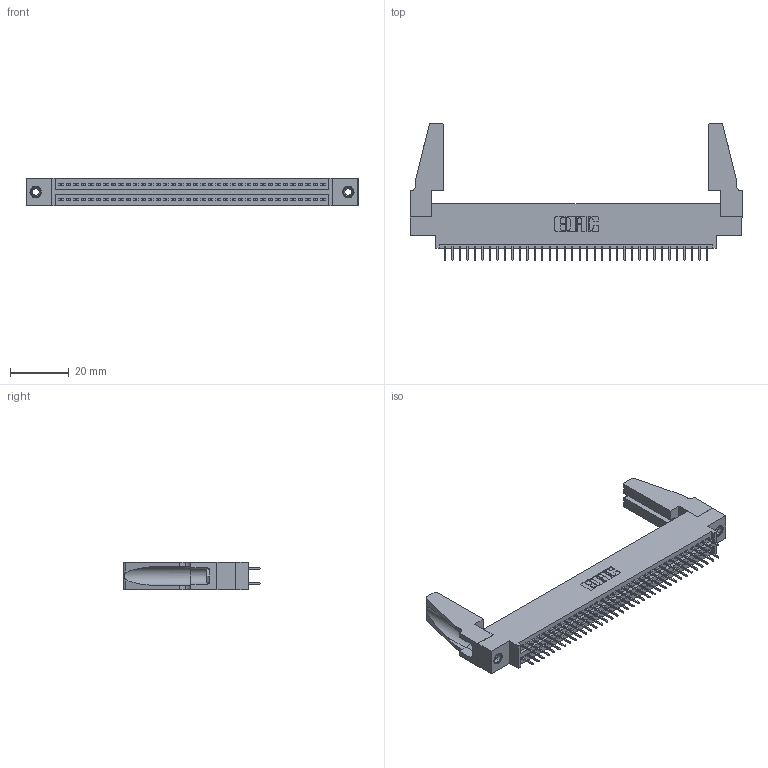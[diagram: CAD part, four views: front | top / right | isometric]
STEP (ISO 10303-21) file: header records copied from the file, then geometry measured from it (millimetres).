
FILE_DESCRIPTION (( 'STEP AP203' ), '1' );
FILE_NAME ('395-072-524-888.STEP', '2019-10-24T12:06:33', ( '' ), ( '' ), 'SwSTEP 2.0', 'SolidWorks 2016', '' );
FILE_SCHEMA (( 'CONFIG_CONTROL_DESIGN' ));
Length unit declared in the file: inch
Products named in the file (5): 345 Part_0.170 Offset - 0.156 Dia-TH; 345-292-001_345-293-124; 345-250-001_345-250-001-102; 345-220-078_345-220-088; 395-072-524-888
Assembly tree (77 placements, depth 2):
  395-072-524-888
    345 Part_0.170 Offset - 0.156 Dia-TH
    345-292-001_345-293-124  x72
    345-250-001_345-250-001-102  x2
    345-220-078_345-220-088  x2
Bounding box: 112.67 x 46.53 x 9.4 mm (x, y, z)
Volume: 13919.7 mm3; surface area: 18629.8 mm2
Topology: 77 solids, 77 shells, 4142 faces, 11683 edges, 7490 vertices
Faces by surface type: plane 2964, cylinder 1162, cone 12, torus 4
Entity records: 31408 total; most frequent: CARTESIAN_POINT 5266, ORIENTED_EDGE 5160, DIRECTION 4656, EDGE_CURVE 2580, VECTOR 2266, LINE 2266, VERTEX_POINT 1710, AXIS2_PLACEMENT_3D 1195
